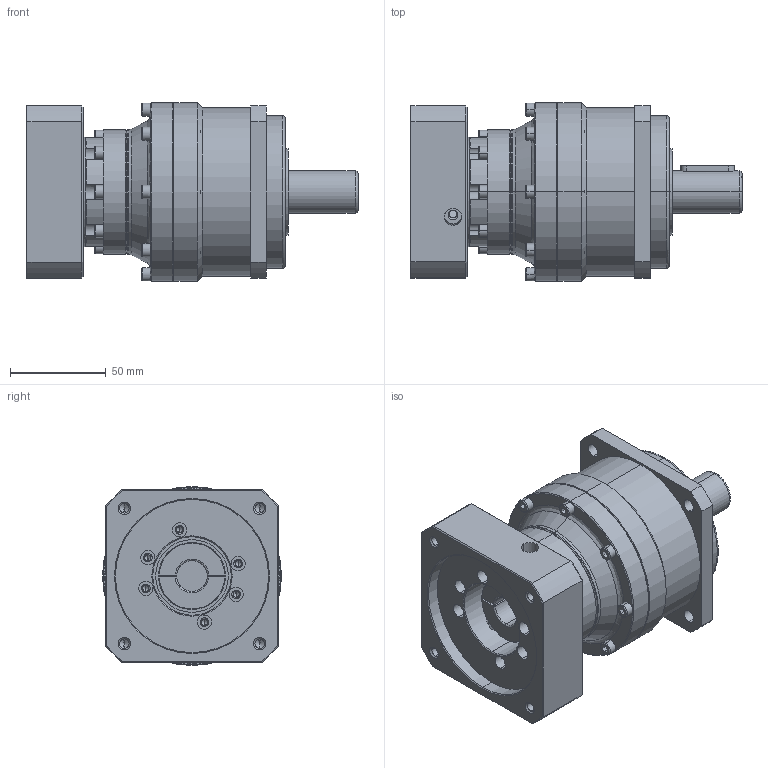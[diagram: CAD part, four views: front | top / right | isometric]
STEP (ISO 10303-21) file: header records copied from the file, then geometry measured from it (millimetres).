
FILE_DESCRIPTION (( 'STEP AP214' ), '1' );
FILE_NAME ('PB090-L2-16-80-100M6.STEP', '2022-02-12T09:20:08', ( 'admin' ), ( '' ), 'SwSTEP 2.0', 'SolidWorks 2013', '' );
FILE_SCHEMA (( 'AUTOMOTIVE_DESIGN' ));
Length unit declared in the file: millimetre
Products named in the file (4): PB090-L2-16-80-100M6; PB060-80-100M6; PB090-L2_X2_58F34F537AEF_X0_-19; PB090_X2_8F9351FA7AEF_X0_
Assembly tree (3 placements, depth 2):
  PB090-L2-16-80-100M6
    PB090_X2_8F9351FA7AEF_X0_
    PB090-L2_X2_58F34F537AEF_X0_-19
    PB060-80-100M6
Bounding box: 173.5 x 93.5 x 93.5 mm (x, y, z)
Volume: 747752.3 mm3; surface area: 104509.8 mm2
Topology: 3 solids, 3 shells, 579 faces, 1408 edges, 854 vertices
Faces by surface type: cylinder 213, plane 200, cone 123, bspline 43
Entity records: 24576 total; most frequent: CARTESIAN_POINT 4683, DIRECTION 2884, ORIENTED_EDGE 2708, EDGE_CURVE 1354, AXIS2_PLACEMENT_3D 1111, VERTEX_POINT 854, EDGE_LOOP 686, LINE 662
